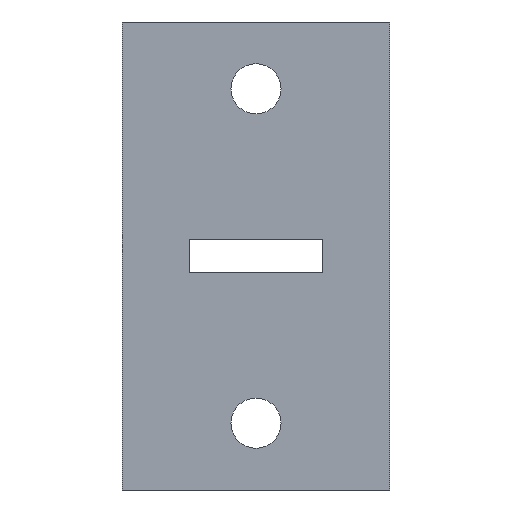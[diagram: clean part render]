
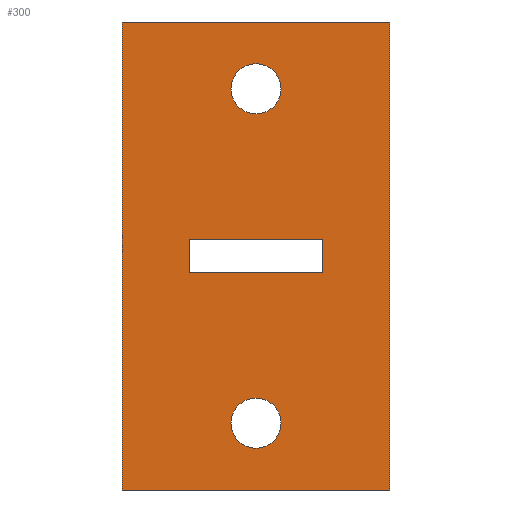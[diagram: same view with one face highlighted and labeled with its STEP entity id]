
A CAD part, front view. The second image highlights one B-rep face of the part: STEP entity #300.
In plain terms, the highlighted planar face has unit normal (0, -1, 0).
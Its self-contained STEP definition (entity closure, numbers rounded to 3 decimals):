
#20=FACE_BOUND('',#62,.T.);
#21=FACE_BOUND('',#63,.T.);
#22=FACE_BOUND('',#64,.T.);
#25=CIRCLE('',#334,7.5);
#26=CIRCLE('',#340,7.5);
#42=FACE_OUTER_BOUND('',#61,.T.);
#61=EDGE_LOOP('',(#261,#262,#263,#264));
#62=EDGE_LOOP('',(#265));
#63=EDGE_LOOP('',(#266,#267,#268,#269));
#64=EDGE_LOOP('',(#270));
#78=LINE('',#449,#112);
#81=LINE('',#454,#115);
#87=LINE('',#475,#121);
#90=LINE('',#480,#124);
#92=LINE('',#484,#126);
#94=LINE('',#487,#128);
#97=LINE('',#495,#131);
#98=LINE('',#497,#132);
#112=VECTOR('',#369,10.);
#115=VECTOR('',#374,10.);
#121=VECTOR('',#392,10.);
#124=VECTOR('',#397,10.);
#126=VECTOR('',#401,10.);
#128=VECTOR('',#405,10.);
#131=VECTOR('',#414,10.);
#132=VECTOR('',#417,10.);
#141=VERTEX_POINT('',#446);
#142=VERTEX_POINT('',#448);
#143=VERTEX_POINT('',#452);
#150=VERTEX_POINT('',#469);
#151=VERTEX_POINT('',#473);
#152=VERTEX_POINT('',#474);
#153=VERTEX_POINT('',#479);
#154=VERTEX_POINT('',#483);
#155=VERTEX_POINT('',#489);
#156=VERTEX_POINT('',#493);
#170=EDGE_CURVE('',#141,#142,#78,.T.);
#173=EDGE_CURVE('',#143,#141,#81,.T.);
#181=EDGE_CURVE('',#150,#150,#25,.T.);
#182=EDGE_CURVE('',#151,#152,#87,.T.);
#185=EDGE_CURVE('',#153,#151,#90,.T.);
#187=EDGE_CURVE('',#154,#153,#92,.T.);
#189=EDGE_CURVE('',#152,#154,#94,.T.);
#191=EDGE_CURVE('',#155,#155,#26,.T.);
#193=EDGE_CURVE('',#156,#143,#97,.T.);
#194=EDGE_CURVE('',#142,#156,#98,.T.);
#261=ORIENTED_EDGE('',*,*,#173,.F.);
#262=ORIENTED_EDGE('',*,*,#193,.F.);
#263=ORIENTED_EDGE('',*,*,#194,.F.);
#264=ORIENTED_EDGE('',*,*,#170,.F.);
#265=ORIENTED_EDGE('',*,*,#191,.F.);
#266=ORIENTED_EDGE('',*,*,#189,.F.);
#267=ORIENTED_EDGE('',*,*,#182,.F.);
#268=ORIENTED_EDGE('',*,*,#185,.F.);
#269=ORIENTED_EDGE('',*,*,#187,.F.);
#270=ORIENTED_EDGE('',*,*,#181,.F.);
#284=PLANE('',#343);
#300=ADVANCED_FACE('',(#42,#20,#21,#22),#284,.F.);
#334=AXIS2_PLACEMENT_3D('',#471,#388,#389);
#340=AXIS2_PLACEMENT_3D('',#491,#409,#410);
#343=AXIS2_PLACEMENT_3D('',#498,#418,#419);
#369=DIRECTION('',(-1.,0.,0.));
#374=DIRECTION('',(0.,0.,-1.));
#388=DIRECTION('center_axis',(0.,-1.,0.));
#389=DIRECTION('ref_axis',(1.,0.,0.));
#392=DIRECTION('',(0.,0.,1.));
#397=DIRECTION('',(1.,0.,0.));
#401=DIRECTION('',(0.,0.,-1.));
#405=DIRECTION('',(-1.,0.,0.));
#409=DIRECTION('center_axis',(0.,-1.,0.));
#410=DIRECTION('ref_axis',(1.,0.,0.));
#414=DIRECTION('',(1.,0.,0.));
#417=DIRECTION('',(0.,0.,1.));
#418=DIRECTION('center_axis',(0.,1.,0.));
#419=DIRECTION('ref_axis',(0.,0.,1.));
#446=CARTESIAN_POINT('',(0.,0.,-140.));
#448=CARTESIAN_POINT('',(-80.,0.,-140.));
#449=CARTESIAN_POINT('',(0.,0.,-140.));
#452=CARTESIAN_POINT('',(0.,0.,0.));
#454=CARTESIAN_POINT('',(0.,0.,0.));
#469=CARTESIAN_POINT('',(-47.5,0.,-120.));
#471=CARTESIAN_POINT('Origin',(-40.,0.,-120.));
#473=CARTESIAN_POINT('',(-20.,0.,-75.));
#474=CARTESIAN_POINT('',(-20.,0.,-65.));
#475=CARTESIAN_POINT('',(-20.,0.,-75.));
#479=CARTESIAN_POINT('',(-60.,0.,-75.));
#480=CARTESIAN_POINT('',(-60.,0.,-75.));
#483=CARTESIAN_POINT('',(-60.,0.,-65.));
#484=CARTESIAN_POINT('',(-60.,0.,-65.));
#487=CARTESIAN_POINT('',(-20.,0.,-65.));
#489=CARTESIAN_POINT('',(-47.5,0.,-20.));
#491=CARTESIAN_POINT('Origin',(-40.,0.,-20.));
#493=CARTESIAN_POINT('',(-80.,0.,0.));
#495=CARTESIAN_POINT('',(-80.,0.,0.));
#497=CARTESIAN_POINT('',(-80.,0.,-140.));
#498=CARTESIAN_POINT('Origin',(-40.,0.,-70.));
